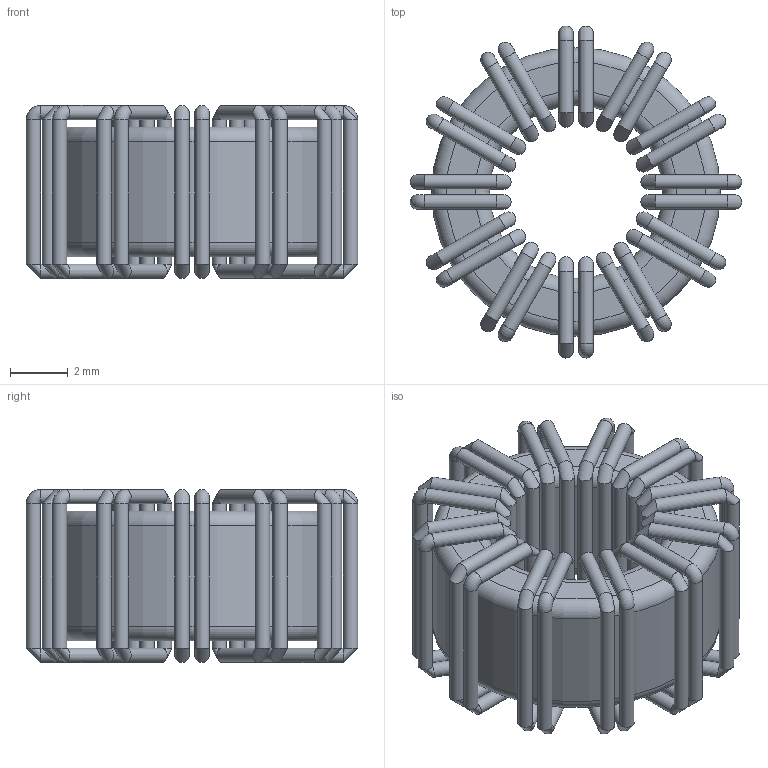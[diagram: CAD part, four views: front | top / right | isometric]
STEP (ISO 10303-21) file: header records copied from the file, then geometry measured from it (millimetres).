
FILE_DESCRIPTION(('STEP AP214'), '1');
FILE_NAME('inductor_sinphase_10õ6õ4,5', '', ('UNSPECIFIED'), ('UNSPECIFIED'), 'ASCON STEP Converter 1.3', 'ASCON Math Kernel', '');
FILE_SCHEMA(('AUTOMOTIVE_DESIGN { 1 0 10303 214 3 1 1}'));
Length unit declared in the file: millimetre
Assembly tree (1 placements, depth 2):
  (unnamed)
    (unnamed)
Bounding box: 11.5 x 11.5 x 6 mm (x, y, z)
Volume: 294.9 mm3; surface area: 945.9 mm2
Topology: 25 solids, 25 shells, 200 faces, 494 edges, 104 vertices
Faces by surface type: torus 100, cylinder 98, plane 2
Full cylindrical faces by diameter (mm): 0.5 x96, 6 x1, 10 x1
Entity records: 5752 total; most frequent: DIRECTION 804, CARTESIAN_POINT 602, AXIS2_PLACEMENT_3D 402, ORIENTED_EDGE 400, EDGE_LOOP 304, COLOUR_RGB 225, FILL_AREA_STYLE_COLOUR 225, FILL_AREA_STYLE 225
